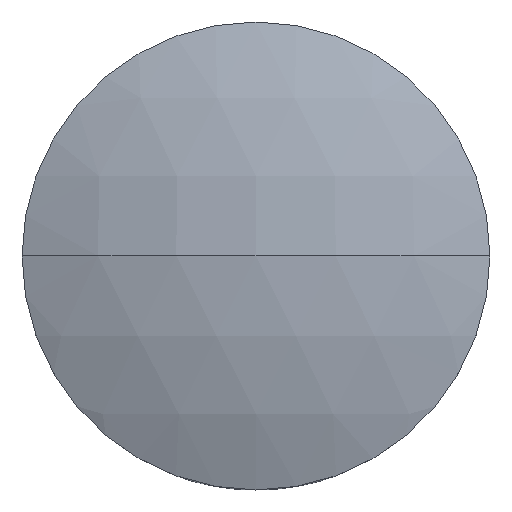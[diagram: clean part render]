
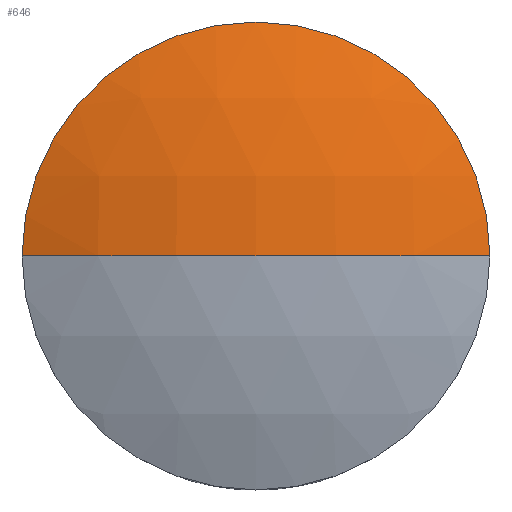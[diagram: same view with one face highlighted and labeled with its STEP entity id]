
A CAD part, top view. The second image highlights one B-rep face of the part: STEP entity #646.
In plain terms, the highlighted spherical face has radius 51.68 mm.
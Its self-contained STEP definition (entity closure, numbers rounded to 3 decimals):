
#137 = EDGE_CURVE ( 'NONE', #390, #1115, #1935, .T. ) ;
#155 = AXIS2_PLACEMENT_3D ( 'NONE', #1083, #1283, #430 ) ;
#158 = DIRECTION ( 'NONE',  ( 1., 0., 0. ) ) ;
#226 = VERTEX_POINT ( 'NONE', #2071 ) ;
#270 = EDGE_CURVE ( 'NONE', #390, #226, #1581, .T. ) ;
#331 = ORIENTED_EDGE ( 'NONE', *, *, #270, .F. ) ;
#390 = VERTEX_POINT ( 'NONE', #1220 ) ;
#402 = DIRECTION ( 'NONE',  ( 0., 1., 0. ) ) ;
#430 = DIRECTION ( 'NONE',  ( -1., 0., 0. ) ) ;
#433 = SPHERICAL_SURFACE ( 'NONE', #1034, 51.68 ) ;
#625 = AXIS2_PLACEMENT_3D ( 'NONE', #749, #1455, #1607 ) ;
#646 = ADVANCED_FACE ( 'NONE', ( #1959 ), #433, .T. ) ;
#749 = CARTESIAN_POINT ( 'NONE',  ( 0., 0., -48.61 ) ) ;
#807 = CARTESIAN_POINT ( 'NONE',  ( 0., 0., -48.61 ) ) ;
#1034 = AXIS2_PLACEMENT_3D ( 'NONE', #807, #1501, #158 ) ;
#1083 = CARTESIAN_POINT ( 'NONE',  ( 0., 0., -0.569 ) ) ;
#1115 = VERTEX_POINT ( 'NONE', #1324 ) ;
#1220 = CARTESIAN_POINT ( 'NONE',  ( 0., 0., 3.07 ) ) ;
#1283 = DIRECTION ( 'NONE',  ( 0., 0., -1. ) ) ;
#1324 = CARTESIAN_POINT ( 'NONE',  ( 19.05, 0., -0.569 ) ) ;
#1391 = EDGE_CURVE ( 'NONE', #226, #1115, #2205, .T. ) ;
#1426 = CARTESIAN_POINT ( 'NONE',  ( 0., 0., -48.61 ) ) ;
#1455 = DIRECTION ( 'NONE',  ( 0., -1., 0. ) ) ;
#1501 = DIRECTION ( 'NONE',  ( 0., -1., 0. ) ) ;
#1581 = CIRCLE ( 'NONE', #625, 51.68 ) ;
#1586 = ORIENTED_EDGE ( 'NONE', *, *, #137, .T. ) ;
#1607 = DIRECTION ( 'NONE',  ( 1., 0., 0. ) ) ;
#1676 = AXIS2_PLACEMENT_3D ( 'NONE', #1426, #402, #1752 ) ;
#1720 = EDGE_LOOP ( 'NONE', ( #331, #1586, #1995 ) ) ;
#1752 = DIRECTION ( 'NONE',  ( 0., 0., 1. ) ) ;
#1935 = CIRCLE ( 'NONE', #1676, 51.68 ) ;
#1959 = FACE_OUTER_BOUND ( 'NONE', #1720, .T. ) ;
#1995 = ORIENTED_EDGE ( 'NONE', *, *, #1391, .F. ) ;
#2071 = CARTESIAN_POINT ( 'NONE',  ( -19.05, 0., -0.569 ) ) ;
#2205 = CIRCLE ( 'NONE', #155, 19.05 ) ;
